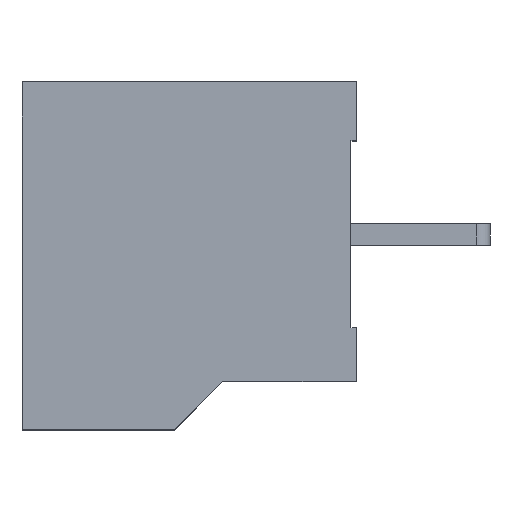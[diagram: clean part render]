
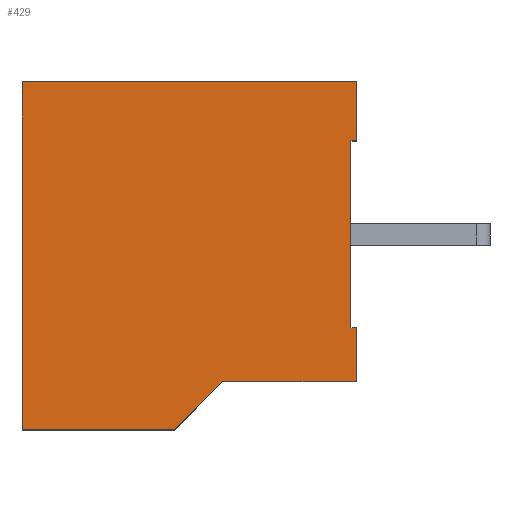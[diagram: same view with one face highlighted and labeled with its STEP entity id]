
A CAD part, top view. The second image highlights one B-rep face of the part: STEP entity #429.
In plain terms, the highlighted planar face has unit normal (0, 0, 1).
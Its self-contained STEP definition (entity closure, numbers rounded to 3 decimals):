
#429 = ADVANCED_FACE( '', ( #846 ), #847, .T. );
#846 = FACE_OUTER_BOUND( '', #1268, .T. );
#847 = PLANE( '', #1269 );
#1268 = EDGE_LOOP( '', ( #2316, #2317, #2318, #2319, #2320, #2321, #2322, #2323, #2324, #2325 ) );
#1269 = AXIS2_PLACEMENT_3D( '', #2326, #2327, #2328 );
#2316 = ORIENTED_EDGE( '', *, *, #2730, .F. );
#2317 = ORIENTED_EDGE( '', *, *, #3130, .F. );
#2318 = ORIENTED_EDGE( '', *, *, #2852, .T. );
#2319 = ORIENTED_EDGE( '', *, *, #3131, .F. );
#2320 = ORIENTED_EDGE( '', *, *, #2781, .F. );
#2321 = ORIENTED_EDGE( '', *, *, #3132, .T. );
#2322 = ORIENTED_EDGE( '', *, *, #3133, .F. );
#2323 = ORIENTED_EDGE( '', *, *, #2681, .F. );
#2324 = ORIENTED_EDGE( '', *, *, #2690, .T. );
#2325 = ORIENTED_EDGE( '', *, *, #3070, .F. );
#2326 = CARTESIAN_POINT( '', ( 12.003, -10.629, 0. ) );
#2327 = DIRECTION( '', ( 0., 0., 1. ) );
#2328 = DIRECTION( '', ( 1., 0., 0. ) );
#2681 = EDGE_CURVE( '', #3203, #3205, #3206, .T. );
#2690 = EDGE_CURVE( '', #3203, #3220, #3221, .T. );
#2730 = EDGE_CURVE( '', #3290, #3291, #3292, .T. );
#2781 = EDGE_CURVE( '', #3379, #3381, #3382, .T. );
#2852 = EDGE_CURVE( '', #3499, #3497, #3500, .T. );
#3070 = EDGE_CURVE( '', #3291, #3220, #3825, .T. );
#3130 = EDGE_CURVE( '', #3499, #3290, #3895, .T. );
#3131 = EDGE_CURVE( '', #3381, #3497, #3896, .T. );
#3132 = EDGE_CURVE( '', #3379, #3897, #3898, .T. );
#3133 = EDGE_CURVE( '', #3205, #3897, #3899, .T. );
#3203 = VERTEX_POINT( '', #3977 );
#3205 = VERTEX_POINT( '', #3980 );
#3206 = LINE( '', #3981, #3982 );
#3220 = VERTEX_POINT( '', #4001 );
#3221 = LINE( '', #4002, #4003 );
#3290 = VERTEX_POINT( '', #4103 );
#3291 = VERTEX_POINT( '', #4104 );
#3292 = LINE( '', #4105, #4106 );
#3379 = VERTEX_POINT( '', #4232 );
#3381 = VERTEX_POINT( '', #4235 );
#3382 = LINE( '', #4236, #4237 );
#3497 = VERTEX_POINT( '', #4405 );
#3499 = VERTEX_POINT( '', #4408 );
#3500 = LINE( '', #4409, #4410 );
#3825 = LINE( '', #4902, #4903 );
#3895 = LINE( '', #5009, #5010 );
#3896 = LINE( '', #5011, #5012 );
#3897 = VERTEX_POINT( '', #5013 );
#3898 = LINE( '', #5014, #5015 );
#3899 = LINE( '', #5016, #5017 );
#3977 = CARTESIAN_POINT( '', ( 12.5, 0., 0. ) );
#3980 = CARTESIAN_POINT( '', ( 12.5, -2.2, 0. ) );
#3981 = CARTESIAN_POINT( '', ( 12.5, 0., 0. ) );
#3982 = VECTOR( '', #5111, 1000. );
#4001 = CARTESIAN_POINT( '', ( 0., 0., 0. ) );
#4002 = CARTESIAN_POINT( '', ( 12.2, 0., 0. ) );
#4003 = VECTOR( '', #5120, 1000. );
#4103 = CARTESIAN_POINT( '', ( 5.7, -13., 0. ) );
#4104 = CARTESIAN_POINT( '', ( 0., -13., 0. ) );
#4105 = CARTESIAN_POINT( '', ( 10.298, -13., 0. ) );
#4106 = VECTOR( '', #5152, 1000. );
#4232 = CARTESIAN_POINT( '', ( 12.3, -9.2, 0. ) );
#4235 = CARTESIAN_POINT( '', ( 12.5, -9.2, 0. ) );
#4236 = CARTESIAN_POINT( '', ( 12.182, -9.2, 0. ) );
#4237 = VECTOR( '', #5196, 1000. );
#4405 = CARTESIAN_POINT( '', ( 12.5, -11.2, 0. ) );
#4408 = CARTESIAN_POINT( '', ( 7.5, -11.2, 0. ) );
#4409 = CARTESIAN_POINT( '', ( 10.298, -11.2, 0. ) );
#4410 = VECTOR( '', #5257, 1000. );
#4902 = CARTESIAN_POINT( '', ( 0., -12.05, 0. ) );
#4903 = VECTOR( '', #5431, 1000. );
#5009 = CARTESIAN_POINT( '', ( 7.5, -11.2, 0. ) );
#5010 = VECTOR( '', #5471, 1000. );
#5011 = CARTESIAN_POINT( '', ( 12.5, -9.2, 0. ) );
#5012 = VECTOR( '', #5472, 1000. );
#5013 = CARTESIAN_POINT( '', ( 12.3, -2.2, 0. ) );
#5014 = CARTESIAN_POINT( '', ( 12.3, -12.3, 0. ) );
#5015 = VECTOR( '', #5473, 1000. );
#5016 = CARTESIAN_POINT( '', ( 12.5, -2.2, 0. ) );
#5017 = VECTOR( '', #5474, 1000. );
#5111 = DIRECTION( '', ( 0., -1., 0. ) );
#5120 = DIRECTION( '', ( -1., 0., 0. ) );
#5152 = DIRECTION( '', ( -1., 0., 0. ) );
#5196 = DIRECTION( '', ( 1., 0., 0. ) );
#5257 = DIRECTION( '', ( 1., 0., 0. ) );
#5431 = DIRECTION( '', ( 0., 1., 0. ) );
#5471 = DIRECTION( '', ( -0.707, -0.707, 0. ) );
#5472 = DIRECTION( '', ( 0., -1., 0. ) );
#5473 = DIRECTION( '', ( 0., 1., 0. ) );
#5474 = DIRECTION( '', ( -1., 0., 0. ) );
